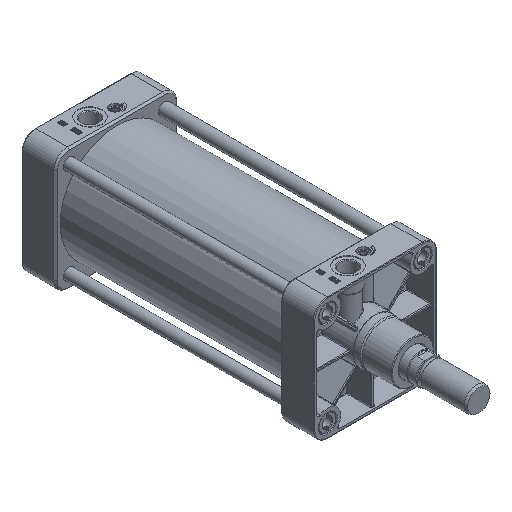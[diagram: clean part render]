
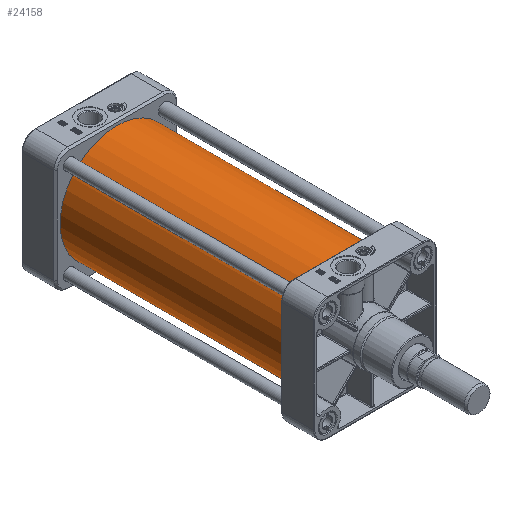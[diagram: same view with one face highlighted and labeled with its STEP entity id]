
A CAD part, isometric view. The second image highlights one B-rep face of the part: STEP entity #24158.
In plain terms, the highlighted cylindrical face has radius 83.5 mm (diameter 167 mm), a full revolution.
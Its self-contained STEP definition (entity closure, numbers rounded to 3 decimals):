
#24107=CARTESIAN_POINT('',(-32.,-165.0,77.125));
#24108=VERTEX_POINT('',#24107);
#24109=CARTESIAN_POINT('',(0.0,-165.0,0.0));
#24110=DIRECTION('',(0.0,1.0,0.0));
#24111=DIRECTION('',(1.0,0.0,0.0));
#24112=AXIS2_PLACEMENT_3D('',#24109,#24110,#24111);
#24113=CIRCLE('',#24112,83.5);
#24114=EDGE_CURVE('',#24108,#24108,#24113,.T.);
#24139=CARTESIAN_POINT('',(0.0,0.0,0.0));
#24140=DIRECTION('',(0.0,1.0,0.0));
#24141=DIRECTION('',(1.0,0.0,0.0));
#24142=AXIS2_PLACEMENT_3D('',#24139,#24140,#24141);
#24143=CYLINDRICAL_SURFACE('',#24142,83.5);
#24144=CARTESIAN_POINT('',(-32.,165.0,77.125));
#24145=VERTEX_POINT('',#24144);
#24146=CARTESIAN_POINT('',(0.0,165.0,0.0));
#24147=DIRECTION('',(0.0,-1.0,0.0));
#24148=DIRECTION('',(1.0,0.0,0.0));
#24149=AXIS2_PLACEMENT_3D('',#24146,#24147,#24148);
#24150=CIRCLE('',#24149,83.5);
#24151=EDGE_CURVE('',#24145,#24145,#24150,.T.);
#24152=ORIENTED_EDGE('',*,*,#24151,.T.);
#24153=EDGE_LOOP('',(#24152));
#24154=FACE_OUTER_BOUND('',#24153,.T.);
#24155=ORIENTED_EDGE('',*,*,#24114,.T.);
#24156=EDGE_LOOP('',(#24155));
#24157=FACE_BOUND('',#24156,.T.);
#24158=ADVANCED_FACE('',(#24154,#24157),#24143,.T.);
